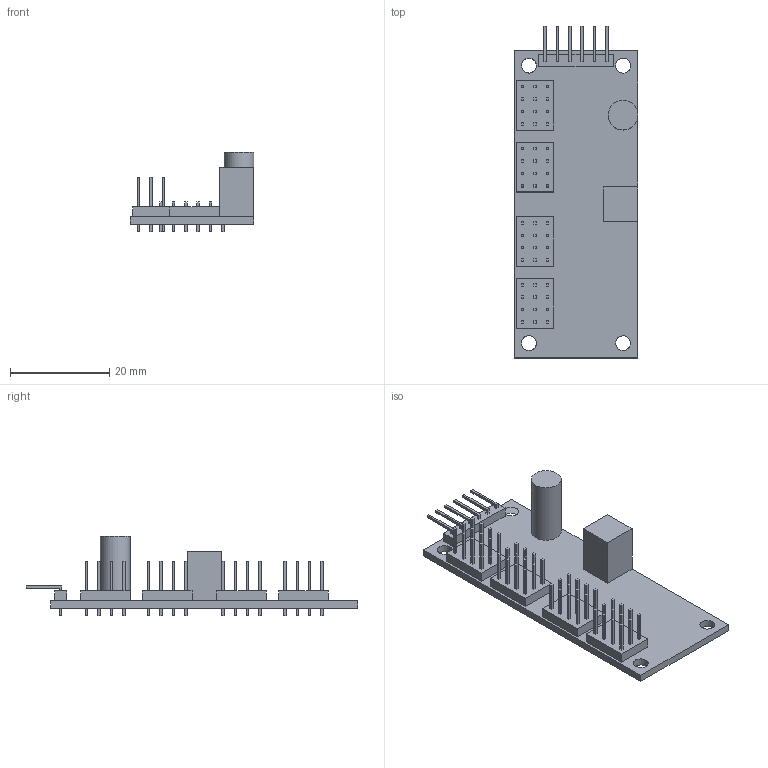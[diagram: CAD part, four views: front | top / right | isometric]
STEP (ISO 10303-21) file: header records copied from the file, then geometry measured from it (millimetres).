
FILE_DESCRIPTION(/* description */ (''),/* implementation_level */ '2;1');
FILE_NAME(/* name */ 'PCA9685.step',/* time_stamp */ '2025-06-17T16:34:48+02:00',/* author */ (''),/* organization */ (''),/* preprocessor_version */ 'ST-DEVELOPER v20',/* originating_system */ 'Autodesk Translation Framework v13.14.0.145',/* authorisation */ '');
FILE_SCHEMA (('AUTOMOTIVE_DESIGN { 1 0 10303 214 3 1 1 }'));
Length unit declared in the file: millimetre
Products named in the file (1): PCA9685
Bounding box: 25 x 67 x 16 mm (x, y, z)
Volume: 3918.3 mm3; surface area: 5066.9 mm2
Topology: 1 solids, 1 shells, 595 faces, 1438 edges, 958 vertices
Faces by surface type: plane 588, cone 6, cylinder 1
Full cylindrical faces by diameter (mm): 5.993 x1
Entity records: 17042 total; most frequent: CARTESIAN_POINT 3001, ORIENTED_EDGE 2876, DIRECTION 2641, EDGE_CURVE 1438, LINE 1421, VECTOR 1421, VERTEX_POINT 958, EDGE_LOOP 716
